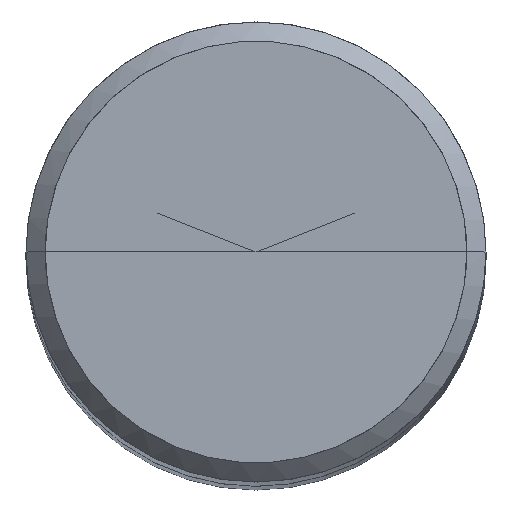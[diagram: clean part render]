
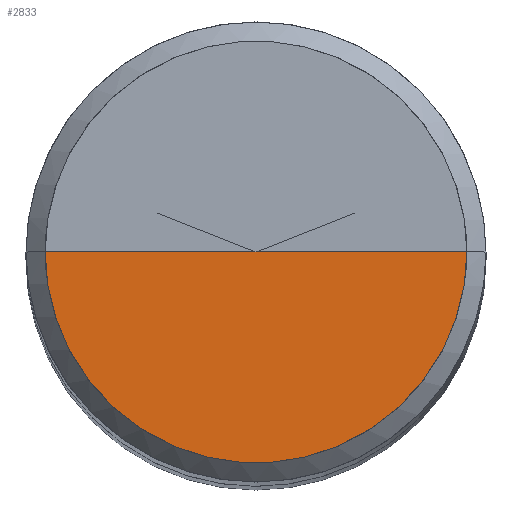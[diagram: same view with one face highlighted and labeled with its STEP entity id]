
A CAD part, top view. The second image highlights one B-rep face of the part: STEP entity #2833.
In plain terms, the highlighted free-form (B-spline) face has degree [1, 2] with [2, 5] control points.
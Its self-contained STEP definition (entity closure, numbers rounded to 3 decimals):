
#2520=CARTESIAN_POINT('',(5.5,0.0,59.0));
#2524=CARTESIAN_POINT('',(-5.5,0.0,59.0));
#2525=CARTESIAN_POINT('',(0.0,0.0,59.0));
#2532=CARTESIAN_POINT('',(-5.5,-5.5,59.0));
#2533=CARTESIAN_POINT('',(0.0,-5.5,59.0));
#2534=CARTESIAN_POINT('',(5.5,-5.5,59.0));
#2818=(
BOUNDED_SURFACE()
B_SPLINE_SURFACE(1,2,(
(#2524,#2532,#2533,#2534,#2520),
(#2525,#2525,#2525,#2525,#2525)
), .UNSPECIFIED.,.F.,.F.,.F.)
B_SPLINE_SURFACE_WITH_KNOTS((2,2),(3,2,3),(
0.0,1.0),(
0.0,0.5,1.0), .UNSPECIFIED.)
GEOMETRIC_REPRESENTATION_ITEM()
RATIONAL_B_SPLINE_SURFACE(((1.0,0.707,1.0,0.707,1.0),
(1.0,0.707,1.0,0.707,1.0)
))
REPRESENTATION_ITEM('')
SURFACE()
);
#2819=(
BOUNDED_CURVE()
B_SPLINE_CURVE(2,(#2520,#2534,#2533,#2532,#2524),.UNSPECIFIED.,.F.,.F.)
B_SPLINE_CURVE_WITH_KNOTS((3,2,3),
(0.0,0.5,1.0),.UNSPECIFIED.)
CURVE()
GEOMETRIC_REPRESENTATION_ITEM()
RATIONAL_B_SPLINE_CURVE((1.0,0.707,1.0,0.707,1.0))
REPRESENTATION_ITEM('')
);
#2820=(
BOUNDED_CURVE()
B_SPLINE_CURVE(1,(#2524,#2525),.UNSPECIFIED.,.F.,.F.)
B_SPLINE_CURVE_WITH_KNOTS((2,2),
(0.0,1.0),.UNSPECIFIED.)
CURVE()
GEOMETRIC_REPRESENTATION_ITEM()
RATIONAL_B_SPLINE_CURVE((1.0,1.0))
REPRESENTATION_ITEM('')
);
#2821=(
BOUNDED_CURVE()
B_SPLINE_CURVE(1,(#2525,#2520),.UNSPECIFIED.,.F.,.F.)
B_SPLINE_CURVE_WITH_KNOTS((2,2),
(0.0,1.0),.UNSPECIFIED.)
CURVE()
GEOMETRIC_REPRESENTATION_ITEM()
RATIONAL_B_SPLINE_CURVE((1.0,1.0))
REPRESENTATION_ITEM('')
);
#2822=VERTEX_POINT('',#2520);
#2823=VERTEX_POINT('',#2524);
#2824=VERTEX_POINT('',#2525);
#2825=EDGE_CURVE('',#2822,#2823,#2819,.T.);
#2826=EDGE_CURVE('',#2823,#2824,#2820,.T.);
#2827=EDGE_CURVE('',#2824,#2822,#2821,.T.);
#2828=ORIENTED_EDGE('',*,*,#2825,.T.);
#2829=ORIENTED_EDGE('',*,*,#2826,.T.);
#2830=ORIENTED_EDGE('',*,*,#2827,.T.);
#2831=EDGE_LOOP('',(#2828,#2829,#2830));
#2832=FACE_OUTER_BOUND('',#2831,.T.);
#2833=ADVANCED_FACE('',(#2832),#2818,.T.);
